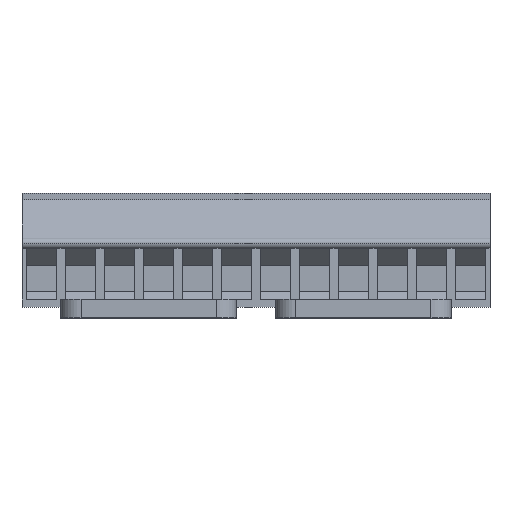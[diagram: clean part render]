
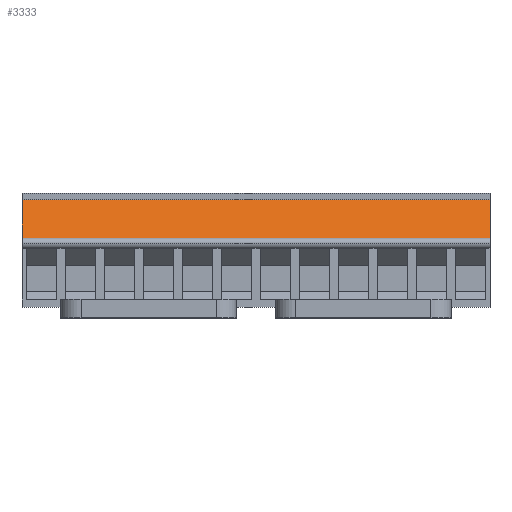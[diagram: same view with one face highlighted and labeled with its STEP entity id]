
A CAD part, top view. The second image highlights one B-rep face of the part: STEP entity #3333.
In plain terms, the highlighted planar face has unit normal (0, 0.359, 0.933).
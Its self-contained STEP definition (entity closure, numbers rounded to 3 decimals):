
#3320=AXIS2_PLACEMENT_3D('Plane Axis2P3D',#3317,#3318,#3319) ;
#3160=CARTESIAN_POINT('Vertex',(0.,7.83,14.85)) ;
#3163=CARTESIAN_POINT('Line Origine',(0.,9.715,14.125)) ;
#3167=CARTESIAN_POINT('Vertex',(0.,11.6,13.4)) ;
#3224=CARTESIAN_POINT('Vertex',(45.72,11.6,13.4)) ;
#3227=CARTESIAN_POINT('Line Origine',(45.72,9.715,14.125)) ;
#3231=CARTESIAN_POINT('Vertex',(45.72,7.83,14.85)) ;
#3305=CARTESIAN_POINT('Line Origine',(22.86,11.6,13.4)) ;
#3317=CARTESIAN_POINT('Axis2P3D Location',(0.,7.83,14.85)) ;
#3322=CARTESIAN_POINT('Line Origine',(22.86,7.83,14.85)) ;
#3164=DIRECTION('Vector Direction',(0.,0.933,-0.359)) ;
#3228=DIRECTION('Vector Direction',(0.,0.933,-0.359)) ;
#3306=DIRECTION('Vector Direction',(1.,0.,0.)) ;
#3318=DIRECTION('Axis2P3D Direction',(0.,-0.359,-0.933)) ;
#3319=DIRECTION('Axis2P3D XDirection',(0.,0.933,-0.359)) ;
#3323=DIRECTION('Vector Direction',(1.,0.,0.)) ;
#3165=VECTOR('Line Direction',#3164,1.) ;
#3229=VECTOR('Line Direction',#3228,1.) ;
#3307=VECTOR('Line Direction',#3306,1.) ;
#3324=VECTOR('Line Direction',#3323,1.) ;
#3328=ORIENTED_EDGE('',*,*,#3233,.T.) ;
#3329=ORIENTED_EDGE('',*,*,#3309,.F.) ;
#3330=ORIENTED_EDGE('',*,*,#3169,.T.) ;
#3331=ORIENTED_EDGE('',*,*,#3326,.T.) ;
#3333=ADVANCED_FACE('HOUSING',(#3332),#3321,.F.) ;
#3169=EDGE_CURVE('',#3168,#3161,#3166,.F.) ;
#3233=EDGE_CURVE('',#3232,#3225,#3230,.T.) ;
#3309=EDGE_CURVE('',#3168,#3225,#3308,.T.) ;
#3326=EDGE_CURVE('',#3161,#3232,#3325,.T.) ;
#3327=EDGE_LOOP('',(#3328,#3329,#3330,#3331)) ;
#3332=FACE_OUTER_BOUND('',#3327,.T.) ;
#3166=LINE('Line',#3163,#3165) ;
#3230=LINE('Line',#3227,#3229) ;
#3308=LINE('Line',#3305,#3307) ;
#3325=LINE('Line',#3322,#3324) ;
#3321=PLANE('',#3320) ;
#3161=VERTEX_POINT('',#3160) ;
#3168=VERTEX_POINT('',#3167) ;
#3225=VERTEX_POINT('',#3224) ;
#3232=VERTEX_POINT('',#3231) ;
